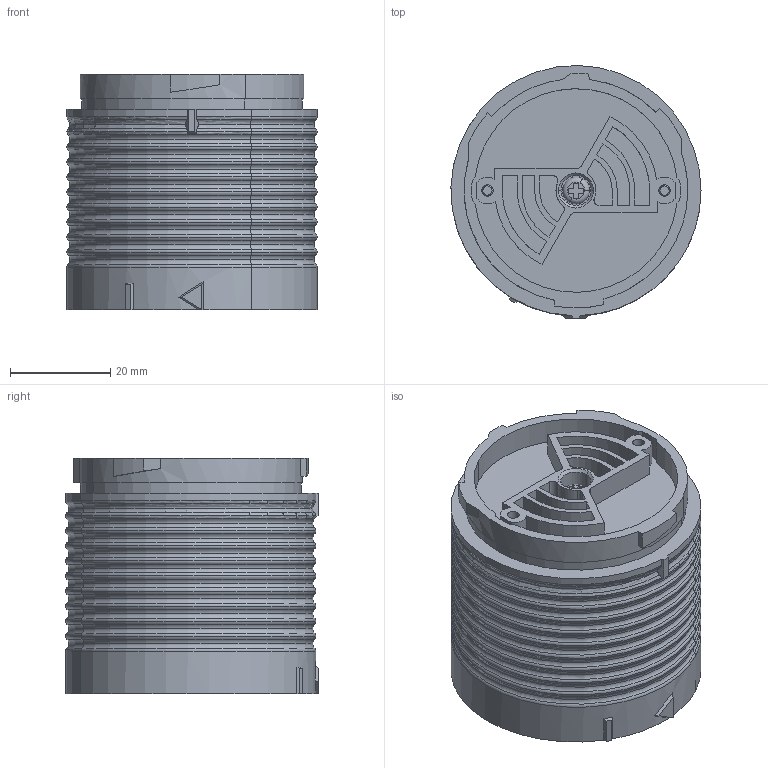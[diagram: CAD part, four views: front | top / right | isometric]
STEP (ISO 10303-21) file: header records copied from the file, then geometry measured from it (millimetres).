
FILE_DESCRIPTION (( 'STEP AP203' ), '1' );
FILE_NAME ('MODULE-MG50-R,A,G,B,W-24(1).STEP', '2020-12-29T01:41:24', ( '' ), ( '' ), 'SwSTEP 2.0', 'SolidWorks 2019', '' );
FILE_SCHEMA (( 'CONFIG_CONTROL_DESIGN' ));
Length unit declared in the file: millimetre
Products named in the file (6): M2.6x6 PEACE BOLT.CATPart; M3x6 PEACE BOLT.CATPart; QTG50 LED MODULE ASSY(2)^QTG50 LED MODULE ASSY; QTG50 PCB BRACKET.CATPart; QTG50 GLOBE^QTG50 LED MODULE ASSY(2)_QTG50 LED MODULE ASSY; MODULE-MG50-R,A,G,B,W-24(1)
Assembly tree (7 placements, depth 3):
  MODULE-MG50-R,A,G,B,W-24(1)
    QTG50 LED MODULE ASSY(2)^QTG50 LED MODULE ASSY
      QTG50 GLOBE^QTG50 LED MODULE ASSY(2)_QTG50 LED MODULE ASSY
      QTG50 PCB BRACKET.CATPart
      M3x6 PEACE BOLT.CATPart  x2
      M2.6x6 PEACE BOLT.CATPart  x2
Bounding box: 49.99 x 50.5 x 47 mm (x, y, z)
Volume: 68353.4 mm3; surface area: 20230.9 mm2
Topology: 6 solids, 6 shells, 649 faces, 1663 edges, 1042 vertices
Faces by surface type: plane 295, torus 150, cylinder 150, bspline 30, cone 24
Entity records: 19381 total; most frequent: CARTESIAN_POINT 4437, DIRECTION 3049, ORIENTED_EDGE 2992, EDGE_CURVE 1496, AXIS2_PLACEMENT_3D 1141, VERTEX_POINT 937, LINE 767, VECTOR 767
